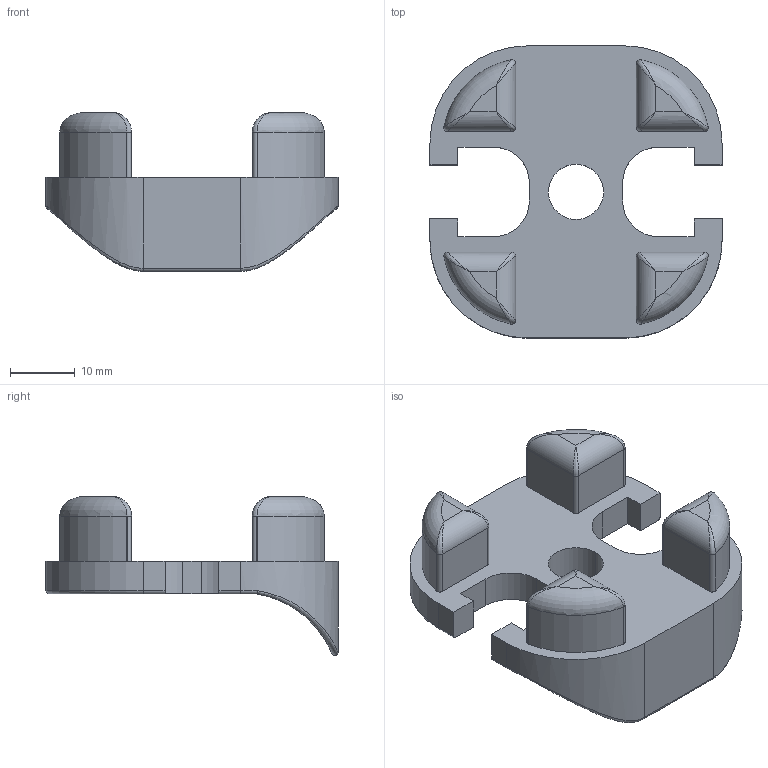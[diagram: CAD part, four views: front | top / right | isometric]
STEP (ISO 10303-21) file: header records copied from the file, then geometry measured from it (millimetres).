
FILE_DESCRIPTION (( 'STEP AP203' ), '1' );
FILE_NAME ('800.029.102-2.STEP', '2013-01-21T10:36:36', ( '' ), ( '' ), 'SwSTEP 2.0', 'SolidWorks 2011', '' );
FILE_SCHEMA (( 'CONFIG_CONTROL_DESIGN' ));
Length unit declared in the file: millimetre
Products named in the file (1): 800.029.102-2
Bounding box: 45 x 45 x 24.48 mm (x, y, z)
Volume: 11844.6 mm3; surface area: 5868.1 mm2
Topology: 1 solids, 1 shells, 99 faces, 247 edges, 142 vertices
Faces by surface type: cylinder 43, plane 34, bspline 14, torus 8
Entity records: 3952 total; most frequent: CARTESIAN_POINT 1663, ORIENTED_EDGE 470, DIRECTION 451, EDGE_CURVE 235, AXIS2_PLACEMENT_3D 162, VERTEX_POINT 142, VECTOR 127, LINE 127
